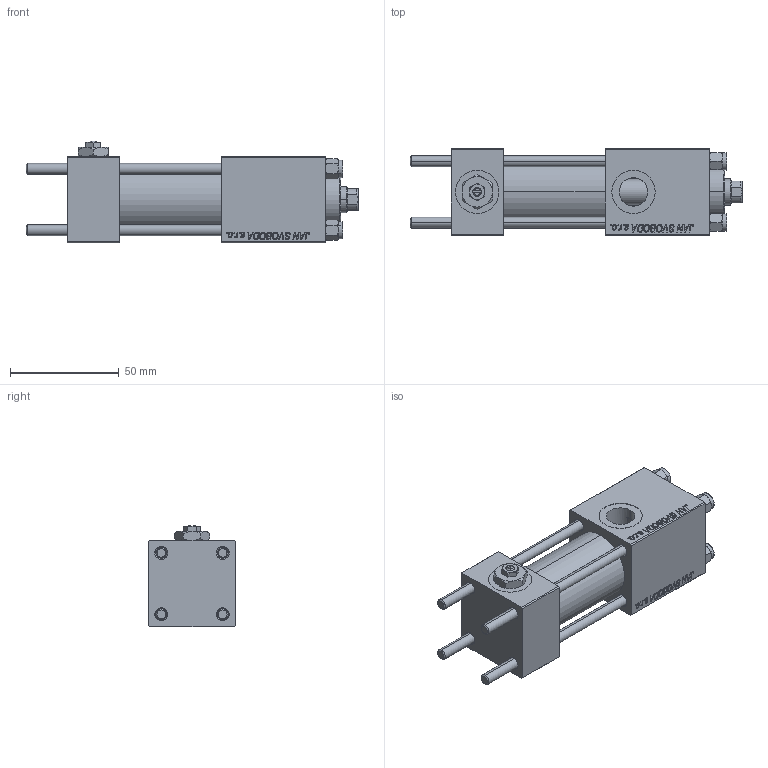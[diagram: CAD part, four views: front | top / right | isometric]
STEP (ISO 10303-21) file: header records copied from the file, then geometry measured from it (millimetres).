
FILE_DESCRIPTION (( 'STEP AP203' ), '1' );
FILE_NAME ('9760.STEP', '2023-08-23T16:13:38', ( '' ), ( '' ), 'SwSTEP 2.0', 'SolidWorks 2019', '' );
FILE_SCHEMA (( 'CONFIG_CONTROL_DESIGN' ));
Length unit declared in the file: millimetre
Products named in the file (7): V215CR_VCP 03ca412a90d01bad1c59c6ab18087173; NUT_M5 03ca412a90d01bad1c59c6ab18087173; V215CR_BODY_A 03ca412a90d01bad1c59c6ab18087173; V215_VC_A 03ca412a90d01bad1c59c6ab18087173; CR025_012_A_0_G_A_G_M_020_+#_##_TYCINKA 03ca412a90d01bad1c59c6ab18087173; Zatka_pro_OIL_PORT 03ca412a90d01bad1c59c6ab18087173; 9760
Assembly tree (12 placements, depth 2):
  9760
    V215CR_BODY_A 03ca412a90d01bad1c59c6ab18087173
    CR025_012_A_0_G_A_G_M_020_+#_##_TYCINKA 03ca412a90d01bad1c59c6ab18087173  x4
    NUT_M5 03ca412a90d01bad1c59c6ab18087173  x4
    V215CR_VCP 03ca412a90d01bad1c59c6ab18087173
    V215_VC_A 03ca412a90d01bad1c59c6ab18087173
    Zatka_pro_OIL_PORT 03ca412a90d01bad1c59c6ab18087173
Bounding box: 153 x 40 x 47 mm (x, y, z)
Volume: 144070.8 mm3; surface area: 59895.8 mm2
Topology: 12 solids, 12 shells, 1184 faces, 2966 edges, 1915 vertices
Faces by surface type: plane 540, bspline 392, cone 158, cylinder 86, torus 8
Entity records: 51513 total; most frequent: CARTESIAN_POINT 27527, ORIENTED_EDGE 5424, DIRECTION 3434, EDGE_CURVE 2712, VERTEX_POINT 1771, LINE 1622, VECTOR 1622, EDGE_LOOP 1195
